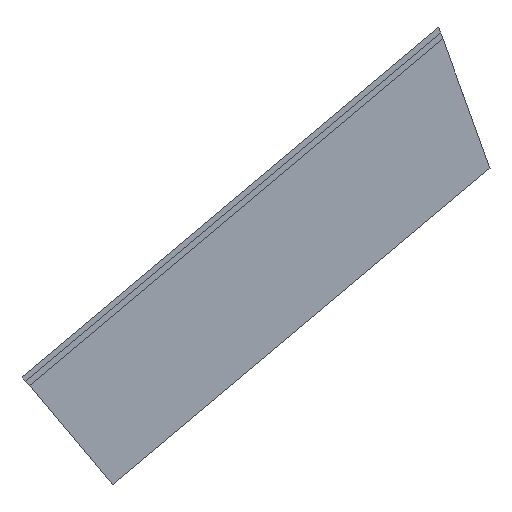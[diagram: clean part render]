
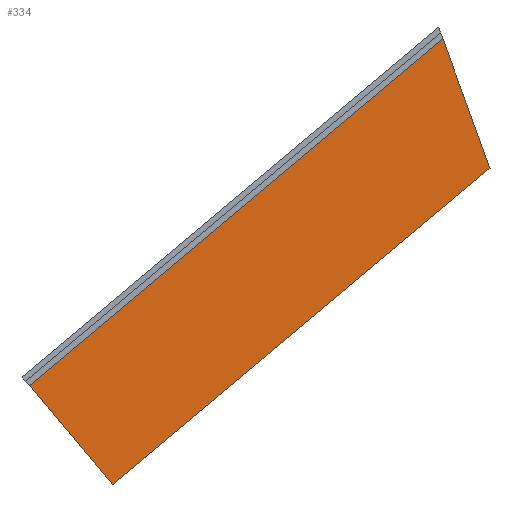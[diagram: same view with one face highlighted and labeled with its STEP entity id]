
A CAD part, front view. The second image highlights one B-rep face of the part: STEP entity #334.
In plain terms, the highlighted planar face has unit normal (0, -1, 0).
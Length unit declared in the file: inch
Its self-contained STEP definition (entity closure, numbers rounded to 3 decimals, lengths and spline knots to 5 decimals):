
#28=FACE_OUTER_BOUND('',#45,.T.);
#45=EDGE_LOOP('',(#282,#283,#284,#285));
#65=LINE('',#487,#110);
#79=LINE('',#514,#124);
#90=LINE('',#536,#135);
#91=LINE('',#537,#136);
#110=VECTOR('',#397,0.3937);
#124=VECTOR('',#417,0.3937);
#135=VECTOR('',#440,0.3937);
#136=VECTOR('',#441,0.3937);
#152=VERTEX_POINT('',#484);
#153=VERTEX_POINT('',#486);
#162=VERTEX_POINT('',#510);
#168=VERTEX_POINT('',#535);
#185=EDGE_CURVE('',#152,#153,#65,.T.);
#199=EDGE_CURVE('',#162,#153,#79,.T.);
#210=EDGE_CURVE('',#168,#162,#90,.T.);
#211=EDGE_CURVE('',#168,#152,#91,.T.);
#282=ORIENTED_EDGE('',*,*,#210,.T.);
#283=ORIENTED_EDGE('',*,*,#199,.T.);
#284=ORIENTED_EDGE('',*,*,#185,.F.);
#285=ORIENTED_EDGE('',*,*,#211,.F.);
#317=PLANE('',#365);
#334=ADVANCED_FACE('',(#28),#317,.T.);
#365=AXIS2_PLACEMENT_3D('',#534,#438,#439);
#397=DIRECTION('',(-0.643,0.,0.766));
#417=DIRECTION('',(-0.766,0.,-0.643));
#438=DIRECTION('center_axis',(0.,-1.,0.));
#439=DIRECTION('ref_axis',(0.,0.,1.));
#440=DIRECTION('',(-0.342,0.,0.94));
#441=DIRECTION('',(-0.766,0.,-0.643));
#484=CARTESIAN_POINT('',(-21.25625,-4.25,-28.27937));
#486=CARTESIAN_POINT('',(-26.55925,-4.25,-21.95951));
#487=CARTESIAN_POINT('',(-22.70253,-4.25,-26.55577));
#510=CARTESIAN_POINT('',(-0.19289,-4.25,0.16449));
#514=CARTESIAN_POINT('',(-0.09099,-4.25,0.25));
#534=CARTESIAN_POINT('Origin',(67.125,-4.25,-8.));
#535=CARTESIAN_POINT('',(2.80986,-4.25,-8.08551));
#536=CARTESIAN_POINT('',(6.72107,-4.25,-18.83147));
#537=CARTESIAN_POINT('',(2.91176,-4.25,-8.));
